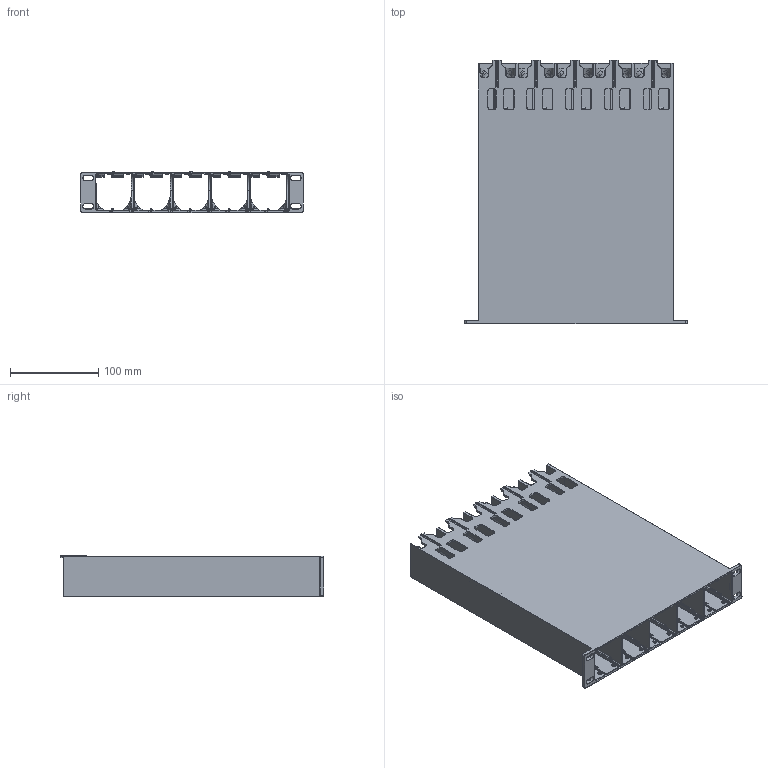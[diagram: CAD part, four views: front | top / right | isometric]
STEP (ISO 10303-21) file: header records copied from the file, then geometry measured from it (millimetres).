
FILE_DESCRIPTION(/* description */ (''),/* implementation_level */ '2;1');
FILE_NAME(/* name */ 'enclosure 10 inch v5.step',/* time_stamp */ '2025-05-07T19:54:25+02:00',/* author */ (''),/* organization */ (''),/* preprocessor_version */ 'ST-DEVELOPER v20.1',/* originating_system */ 'Autodesk Translation Framework v14.4.0.0',/* authorisation */ '');
FILE_SCHEMA (('AUTOMOTIVE_DESIGN { 1 0 10303 214 3 1 1 }'));
Products named in the file (2): enclosure; Full
Assembly tree (1 placements, depth 2):
  enclosure
    Full
Bounding box: 251.75 x 298.19 x 47.1 mm (x, y, z)
Volume: 438625.2 mm3; surface area: 413189.9 mm2
Topology: 1 solids, 2 shells, 1366 faces, 3637 edges, 2271 vertices
Faces by surface type: cylinder 639, plane 400, torus 162, bspline 152, sphere 13
Entity records: 47502 total; most frequent: CARTESIAN_POINT 13644, ORIENTED_EDGE 7246, DIRECTION 7079, EDGE_CURVE 3624, AXIS2_PLACEMENT_3D 2646, VERTEX_POINT 2271, LINE 1787, VECTOR 1787
